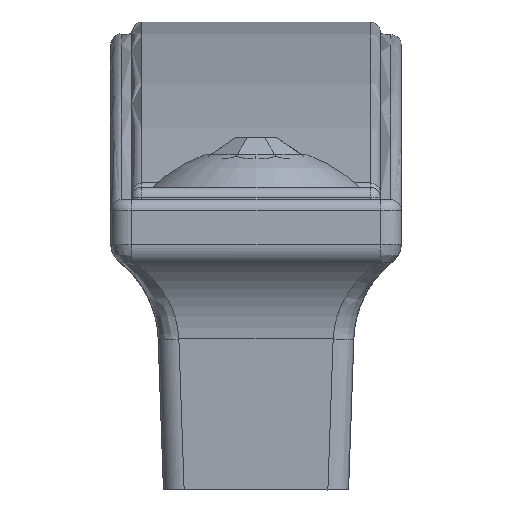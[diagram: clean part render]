
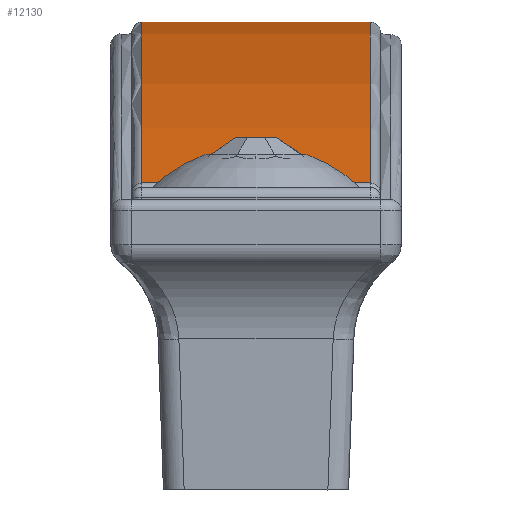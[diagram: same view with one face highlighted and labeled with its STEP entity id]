
A CAD part, left-side view. The second image highlights one B-rep face of the part: STEP entity #12130.
In plain terms, the highlighted cylindrical face has radius 110.062 mm (diameter 220.125 mm), a partial arc.
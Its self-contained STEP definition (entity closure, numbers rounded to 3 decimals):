
#11740=CARTESIAN_POINT('',(0.,5.61,
-110.636));
#11750=DIRECTION('',(0.,-1.,0.));
#11760=DIRECTION('',(-1.,0.,0.));
#11770=AXIS2_PLACEMENT_3D('',#11740,#11750,#11760);
#11780=CYLINDRICAL_SURFACE('',#11770,110.063);
#11790=CARTESIAN_POINT('',(40.685,-5.5,
-8.369));
#11800=CARTESIAN_POINT('',(0.,-5.5,
7.817));
#11810=CARTESIAN_POINT('',(-40.685,-5.5,
-8.369));
#11820=(BOUNDED_CURVE() B_SPLINE_CURVE(2,(#11790,#11800,#11810),
.UNSPECIFIED.,.F.,.F.) B_SPLINE_CURVE_WITH_KNOTS((3,3),(0.,1.),
.UNSPECIFIED.) CURVE() GEOMETRIC_REPRESENTATION_ITEM() 
RATIONAL_B_SPLINE_CURVE((1.,0.929,1.)) REPRESENTATION_ITEM(
''));
#11830=CARTESIAN_POINT('',(40.685,-5.5,
-8.369));
#11840=VERTEX_POINT('',#11830);
#11850=CARTESIAN_POINT('',(-40.685,-5.5,
-8.369));
#11860=VERTEX_POINT('',#11850);
#11870=EDGE_CURVE('',#11840,#11860,#11820,.T.);
#11880=ORIENTED_EDGE('',*,*,#11870,.F.);
#11890=CARTESIAN_POINT('',(-40.685,5.5,-8.369));
#11900=DIRECTION('',(0.,-1.,0.));
#11910=VECTOR('',#11900,1.);
#11920=LINE('',#11890,#11910);
#11930=CARTESIAN_POINT('',(-40.685,5.5,
-8.369));
#11940=VERTEX_POINT('',#11930);
#11950=EDGE_CURVE('',#11940,#11860,#11920,.T.);
#11960=ORIENTED_EDGE('',*,*,#11950,.T.);
#11970=CARTESIAN_POINT('',(40.685,5.5,
-8.369));
#11980=CARTESIAN_POINT('',(0.,5.5,
7.817));
#11990=CARTESIAN_POINT('',(-40.685,5.5,
-8.369));
#12000=(BOUNDED_CURVE() B_SPLINE_CURVE(2,(#11970,#11980,#11990),
.UNSPECIFIED.,.F.,.F.) B_SPLINE_CURVE_WITH_KNOTS((3,3),(0.,1.),
.UNSPECIFIED.) CURVE() GEOMETRIC_REPRESENTATION_ITEM() 
RATIONAL_B_SPLINE_CURVE((1.,0.929,1.)) REPRESENTATION_ITEM(
''));
#12010=CARTESIAN_POINT('',(40.685,5.5,-8.369));
#12020=VERTEX_POINT('',#12010);
#12030=EDGE_CURVE('',#12020,#11940,#12000,.T.);
#12040=ORIENTED_EDGE('',*,*,#12030,.T.);
#12050=CARTESIAN_POINT('',(40.685,5.5,-8.369));
#12060=DIRECTION('',(0.,-1.,0.));
#12070=VECTOR('',#12060,1.);
#12080=LINE('',#12050,#12070);
#12090=EDGE_CURVE('',#12020,#11840,#12080,.T.);
#12100=ORIENTED_EDGE('',*,*,#12090,.F.);
#12110=EDGE_LOOP('',(#12100,#12040,#11960,#11880));
#12120=FACE_OUTER_BOUND('',#12110,.T.);
#12130=ADVANCED_FACE('',(#12120),#11780,.T.);
